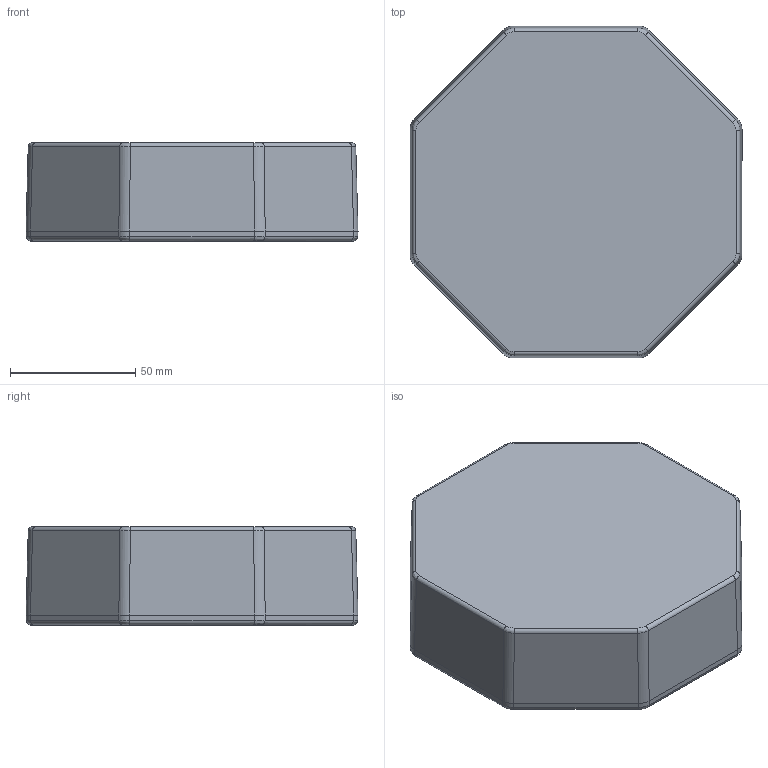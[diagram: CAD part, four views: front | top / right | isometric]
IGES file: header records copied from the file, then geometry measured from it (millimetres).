
Global section: file name: No Iges File Name specified; native system: Autodesk Inventor 2012; preprocessor: AutoDesk Inventor Iges Exporter R2012; author: lwalsh; date: 20110613.145825; units: inch
Bounding box: 132.78 x 132.78 x 39.2 mm (x, y, z)
Volume: 102595.9 mm3; surface area: 92758.9 mm2
Topology: 6 solids, 6 shells, 483 faces, 1270 edges, 788 vertices
Faces by surface type: plane 139, cone 128, cylinder 92, revolution 88, bspline 36
Full cylindrical faces by diameter (mm): 3.505 x56, 6.198 x4
